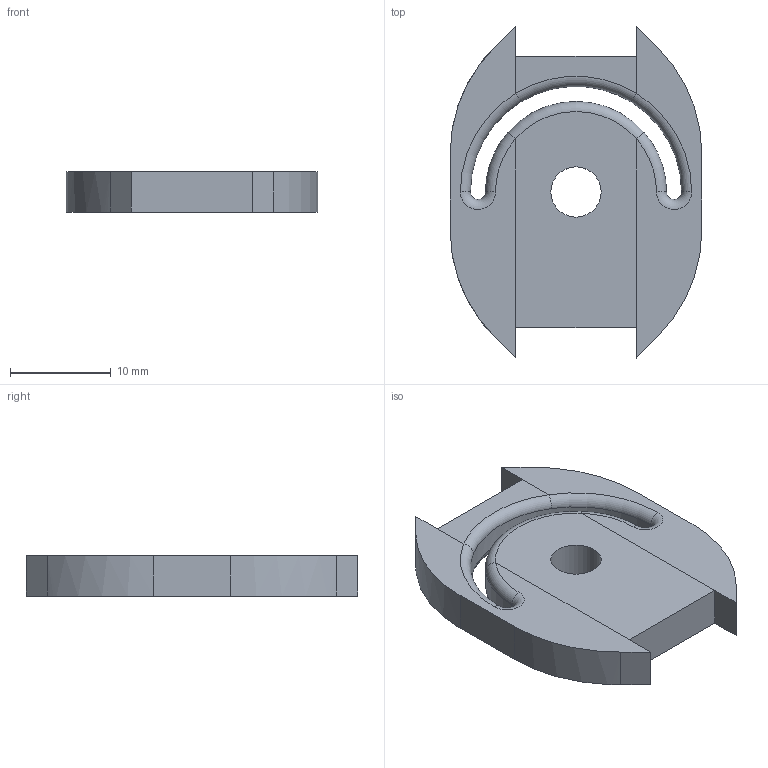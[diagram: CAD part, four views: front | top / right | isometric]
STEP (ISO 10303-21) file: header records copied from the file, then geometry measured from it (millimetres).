
FILE_DESCRIPTION(('FreeCAD Model'),'2;1');
FILE_NAME('RistAndSpool_Print.step','2018-10-23T10:45:14',( 'Author'),(''),'Open CASCADE STEP processor 7.2','FreeCAD','Unknown' );
FILE_SCHEMA(('AUTOMOTIVE_DESIGN { 1 0 10303 214 1 1 1 1 }'));
Length unit declared in the file: millimetre
Products named in the file (1): RistBase_Print_01
Bounding box: 25.02 x 33 x 4 mm (x, y, z)
Volume: 2298.5 mm3; surface area: 1877.5 mm2
Topology: 1 solids, 1 shells, 55 faces, 148 edges, 93 vertices
Faces by surface type: plane 28, torus 17, cylinder 9, bspline 1
Full cylindrical faces by diameter (mm): 5 x1
Entity records: 4328 total; most frequent: CARTESIAN_POINT 1437, DIRECTION 531, ORIENTED_EDGE 296, PCURVE 296, DEFINITIONAL_REPRESENTATION 296, LINE 274, VECTOR 274, EDGE_CURVE 148
